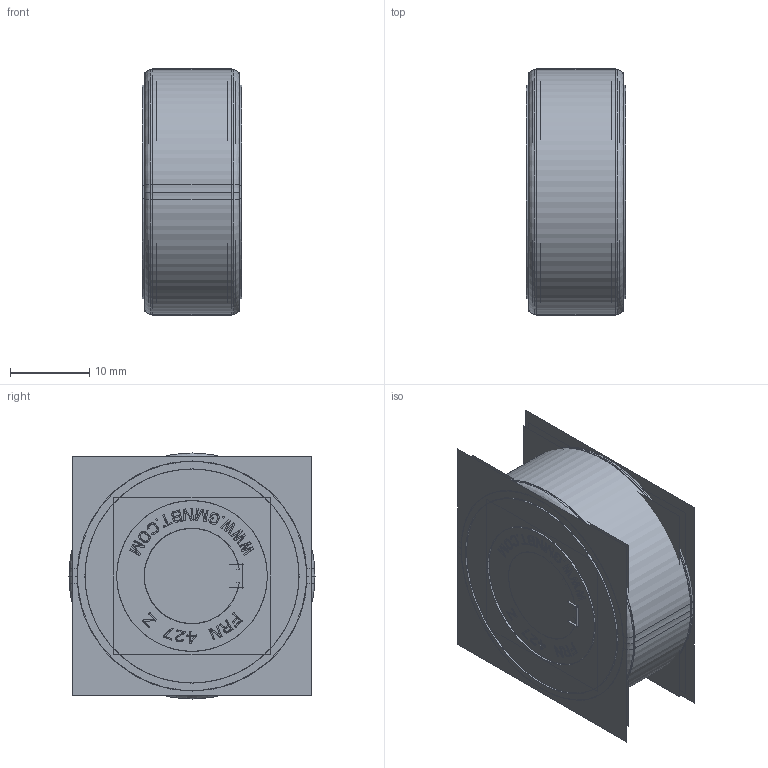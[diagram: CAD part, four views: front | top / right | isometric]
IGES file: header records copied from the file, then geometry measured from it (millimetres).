
Start section:  PTC IGES file: frn427z.igs
Global section: file name: frn427z.igs; native system: Creo Parametric by Parametric Technology Corporation; preprocessor: 2013150; author: sales 4; organization: Unknown; date: 20140326.143457; units: millimetre
Bounding box: 12.48 x 31 x 31 mm (x, y, z)
Volume: 6138 mm3; surface area: 49071.8 mm2
Topology: 27 solids, 27 shells, 2176 faces, 11476 edges, 14480 vertices
Faces by surface type: bspline 1182, revolution 994
